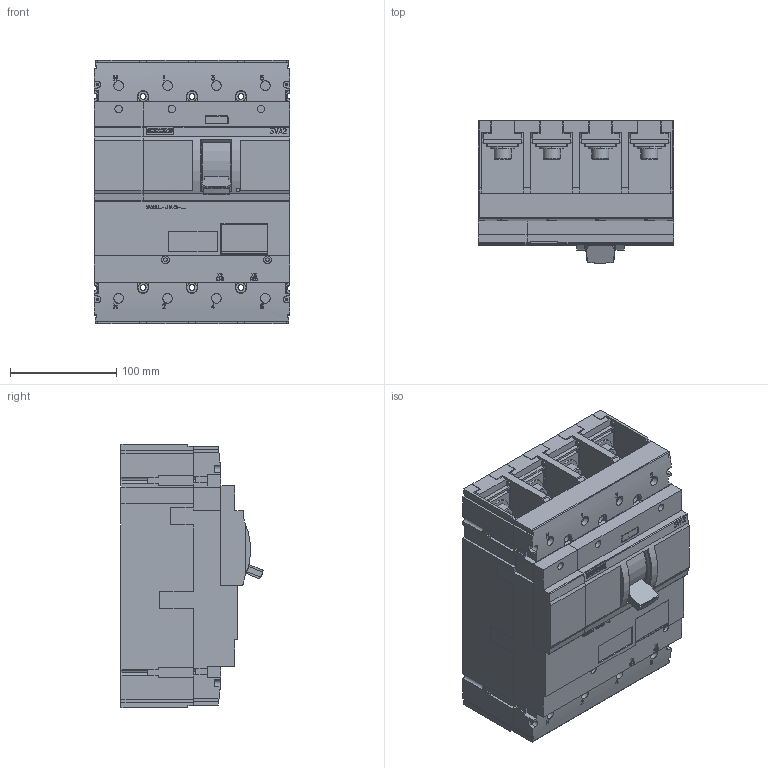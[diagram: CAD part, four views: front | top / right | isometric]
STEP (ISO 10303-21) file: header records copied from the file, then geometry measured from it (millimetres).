
FILE_DESCRIPTION(('no description'),'unknown implementation level');
FILE_NAME('3VA24xxxKP42_0105181_100__3D_v.stp',' ',('SIEMENS A&D'),('CADClick - KiM GmbH - www.kimweb.de'),'unknown preprocess','ACIS','unknown authorization');
FILE_SCHEMA(('automotive_design'));
Length unit declared in the file: millimetre
Products named in the file (2): 1; 2
Bounding box: 184 x 133.56 x 248 mm (x, y, z)
Volume: 4197249.3 mm3; surface area: 443981.6 mm2
Topology: 2 solids, 2 shells, 2255 faces, 6301 edges, 4182 vertices
Faces by surface type: plane 1900, cylinder 309, torus 44, cone 2
Entity records: 143069 total; most frequent: CARTESIAN_POINT 13645, STYLED_ITEM 12732, PRESENTATION_STYLE_ASSIGNMENT 12732, COLOUR_RGB 12732, ORIENTED_EDGE 12586, DIRECTION 11640, EDGE_CURVE 6293, CURVE_STYLE 6293
